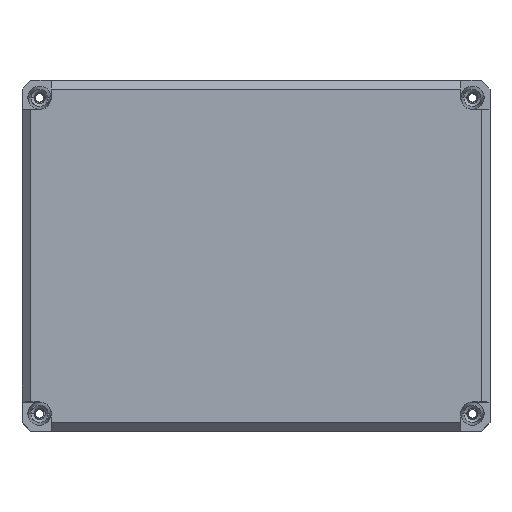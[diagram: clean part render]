
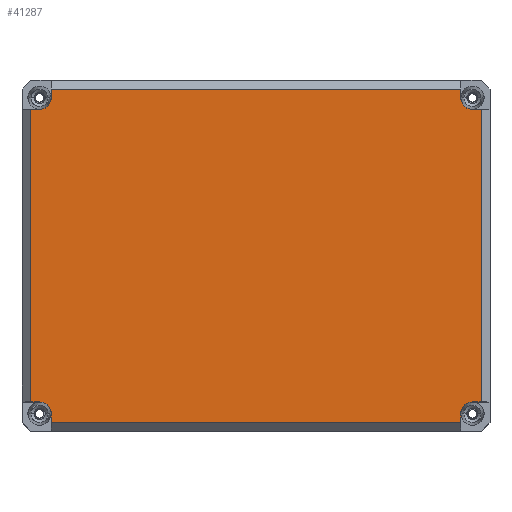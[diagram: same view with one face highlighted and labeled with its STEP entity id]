
A CAD part, top view. The second image highlights one B-rep face of the part: STEP entity #41287.
In plain terms, the highlighted planar face has unit normal (0, 0, 1).
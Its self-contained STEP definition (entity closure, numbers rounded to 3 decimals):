
#34232=DIRECTION('',(0.,1.,0.));
#34233=VECTOR('',#34232,99.948);
#34234=CARTESIAN_POINT('',(77.,-49.974,30.));
#34235=LINE('',#34234,#34233);
#34246=DIRECTION('',(0.,1.,0.));
#34247=VECTOR('',#34246,3.);
#34248=CARTESIAN_POINT('',(-69.974,-57.,30.));
#34249=LINE('',#34248,#34247);
#34253=CARTESIAN_POINT('',(-74.,-54.,30.));
#34254=DIRECTION('',(0.,0.,1.));
#34255=DIRECTION('',(1.,0.,0.));
#34256=AXIS2_PLACEMENT_3D('',#34253,#34254,#34255);
#34261=DIRECTION('',(1.,0.,0.));
#34262=VECTOR('',#34261,3.);
#34263=CARTESIAN_POINT('',(-77.,-49.974,30.));
#34264=LINE('',#34263,#34262);
#34268=DIRECTION('',(1.,0.,0.));
#34269=VECTOR('',#34268,3.);
#34270=CARTESIAN_POINT('',(-77.,49.974,30.));
#34271=LINE('',#34270,#34269);
#34275=CARTESIAN_POINT('',(-74.,54.,30.));
#34276=DIRECTION('',(0.,0.,1.));
#34277=DIRECTION('',(0.,-1.,0.));
#34278=AXIS2_PLACEMENT_3D('',#34275,#34276,#34277);
#34283=DIRECTION('',(0.,-1.,0.));
#34284=VECTOR('',#34283,3.);
#34285=CARTESIAN_POINT('',(-69.974,57.,30.));
#34286=LINE('',#34285,#34284);
#34290=DIRECTION('',(1.,0.,0.));
#34291=VECTOR('',#34290,139.948);
#34292=CARTESIAN_POINT('',(-69.974,57.,30.));
#34293=LINE('',#34292,#34291);
#34297=DIRECTION('',(0.,-1.,0.));
#34298=VECTOR('',#34297,3.);
#34299=CARTESIAN_POINT('',(69.974,57.,30.));
#34300=LINE('',#34299,#34298);
#34304=CARTESIAN_POINT('',(74.,54.,30.));
#34305=DIRECTION('',(0.,0.,1.));
#34306=DIRECTION('',(-1.,0.,0.));
#34307=AXIS2_PLACEMENT_3D('',#34304,#34305,#34306);
#34312=DIRECTION('',(-1.,0.,0.));
#34313=VECTOR('',#34312,3.);
#34314=CARTESIAN_POINT('',(77.,49.974,30.));
#34315=LINE('',#34314,#34313);
#34319=DIRECTION('',(-1.,0.,0.));
#34320=VECTOR('',#34319,3.);
#34321=CARTESIAN_POINT('',(77.,-49.974,30.));
#34322=LINE('',#34321,#34320);
#34326=CARTESIAN_POINT('',(74.,-54.,30.));
#34327=DIRECTION('',(0.,0.,1.));
#34328=DIRECTION('',(0.,1.,0.));
#34329=AXIS2_PLACEMENT_3D('',#34326,#34327,#34328);
#34334=DIRECTION('',(0.,1.,0.));
#34335=VECTOR('',#34334,3.);
#34336=CARTESIAN_POINT('',(69.974,-57.,30.));
#34337=LINE('',#34336,#34335);
#34348=DIRECTION('',(1.,0.,0.));
#34349=VECTOR('',#34348,139.948);
#34350=CARTESIAN_POINT('',(-69.974,-57.,30.));
#34351=LINE('',#34350,#34349);
#34434=DIRECTION('',(0.,-1.,0.));
#34435=VECTOR('',#34434,99.948);
#34436=CARTESIAN_POINT('',(-77.,49.974,30.));
#34437=LINE('',#34436,#34435);
#39643=CARTESIAN_POINT('',(69.974,57.,30.));
#39644=CARTESIAN_POINT('',(69.974,54.,30.));
#39645=VERTEX_POINT('',#39643);
#39646=VERTEX_POINT('',#39644);
#39647=CARTESIAN_POINT('',(74.,49.974,30.));
#39648=VERTEX_POINT('',#39647);
#39649=CARTESIAN_POINT('',(77.,49.974,30.));
#39650=VERTEX_POINT('',#39649);
#39651=CARTESIAN_POINT('',(-74.,49.974,30.));
#39652=CARTESIAN_POINT('',(-69.974,54.,30.));
#39653=VERTEX_POINT('',#39651);
#39654=VERTEX_POINT('',#39652);
#39655=CARTESIAN_POINT('',(-69.974,57.,30.));
#39656=VERTEX_POINT('',#39655);
#39657=CARTESIAN_POINT('',(-77.,49.974,30.));
#39658=VERTEX_POINT('',#39657);
#39659=CARTESIAN_POINT('',(77.,-49.974,30.));
#39660=CARTESIAN_POINT('',(74.,-49.974,30.));
#39661=VERTEX_POINT('',#39659);
#39662=VERTEX_POINT('',#39660);
#39663=CARTESIAN_POINT('',(69.974,-54.,30.));
#39664=VERTEX_POINT('',#39663);
#39665=CARTESIAN_POINT('',(69.974,-57.,30.));
#39666=VERTEX_POINT('',#39665);
#39667=CARTESIAN_POINT('',(-77.,-49.974,30.));
#39668=CARTESIAN_POINT('',(-74.,-49.974,30.));
#39669=VERTEX_POINT('',#39667);
#39670=VERTEX_POINT('',#39668);
#39671=CARTESIAN_POINT('',(-69.974,-57.,30.));
#39672=CARTESIAN_POINT('',(-69.974,-54.,30.));
#39673=VERTEX_POINT('',#39671);
#39674=VERTEX_POINT('',#39672);
#41254=CARTESIAN_POINT('',(0.,0.,30.));
#41255=DIRECTION('',(0.,0.,1.));
#41256=DIRECTION('',(1.,0.,0.));
#41257=AXIS2_PLACEMENT_3D('',#41254,#41255,#41256);
#41258=PLANE('',#41257);
#41260=ORIENTED_EDGE('',*,*,#41259,.F.);
#41262=ORIENTED_EDGE('',*,*,#41261,.T.);
#41263=ORIENTED_EDGE('',*,*,#40971,.T.);
#41265=ORIENTED_EDGE('',*,*,#41264,.F.);
#41267=ORIENTED_EDGE('',*,*,#41266,.F.);
#41269=ORIENTED_EDGE('',*,*,#41268,.T.);
#41270=ORIENTED_EDGE('',*,*,#41116,.T.);
#41271=ORIENTED_EDGE('',*,*,#41159,.F.);
#41272=ORIENTED_EDGE('',*,*,#41174,.T.);
#41274=ORIENTED_EDGE('',*,*,#41273,.T.);
#41276=ORIENTED_EDGE('',*,*,#41275,.T.);
#41277=ORIENTED_EDGE('',*,*,#41247,.F.);
#41278=ORIENTED_EDGE('',*,*,#41235,.F.);
#41280=ORIENTED_EDGE('',*,*,#41279,.T.);
#41282=ORIENTED_EDGE('',*,*,#41281,.T.);
#41284=ORIENTED_EDGE('',*,*,#41283,.F.);
#41285=EDGE_LOOP('',(#41260,#41262,#41263,#41265,#41267,#41269,#41270,#41271,
#41272,#41274,#41276,#41277,#41278,#41280,#41282,#41284));
#41286=FACE_OUTER_BOUND('',#41285,.F.);
#41287=ADVANCED_FACE('',(#41286),#41258,.T.);
#34257=CIRCLE('',#34256,4.026);
#34279=CIRCLE('',#34278,4.026);
#34308=CIRCLE('',#34307,4.026);
#34330=CIRCLE('',#34329,4.026);
#40971=EDGE_CURVE('',#39674,#39670,#34257,.T.);
#41116=EDGE_CURVE('',#39653,#39654,#34279,.T.);
#41159=EDGE_CURVE('',#39656,#39654,#34286,.T.);
#41174=EDGE_CURVE('',#39656,#39645,#34293,.T.);
#41235=EDGE_CURVE('',#39661,#39650,#34235,.T.);
#41247=EDGE_CURVE('',#39650,#39648,#34315,.T.);
#41259=EDGE_CURVE('',#39673,#39666,#34351,.T.);
#41261=EDGE_CURVE('',#39673,#39674,#34249,.T.);
#41264=EDGE_CURVE('',#39669,#39670,#34264,.T.);
#41266=EDGE_CURVE('',#39658,#39669,#34437,.T.);
#41268=EDGE_CURVE('',#39658,#39653,#34271,.T.);
#41273=EDGE_CURVE('',#39645,#39646,#34300,.T.);
#41275=EDGE_CURVE('',#39646,#39648,#34308,.T.);
#41279=EDGE_CURVE('',#39661,#39662,#34322,.T.);
#41281=EDGE_CURVE('',#39662,#39664,#34330,.T.);
#41283=EDGE_CURVE('',#39666,#39664,#34337,.T.);
